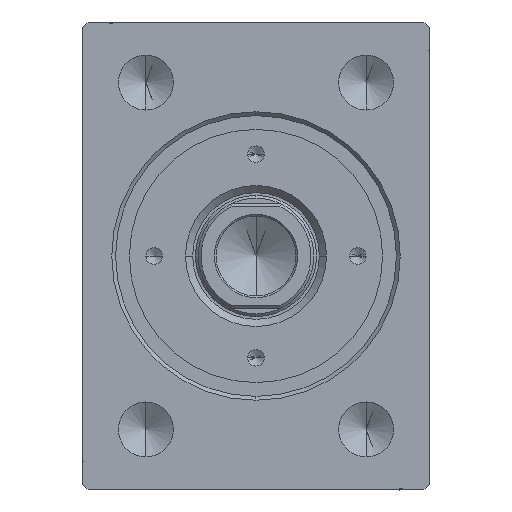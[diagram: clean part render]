
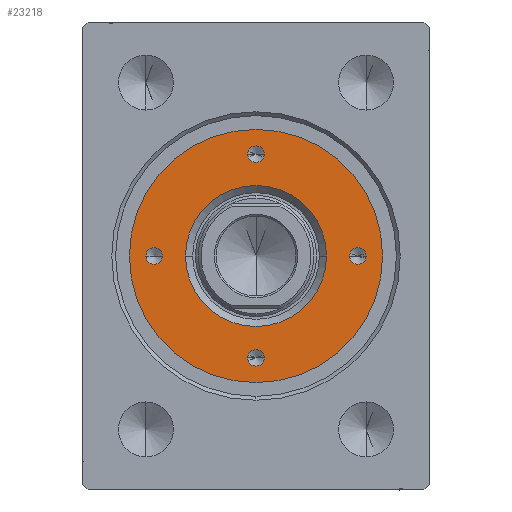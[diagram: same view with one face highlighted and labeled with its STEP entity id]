
A CAD part, left-side view. The second image highlights one B-rep face of the part: STEP entity #23218.
In plain terms, the highlighted face is planar.
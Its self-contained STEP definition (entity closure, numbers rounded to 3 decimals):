
#447 = DIRECTION ( 'NONE',  ( 0., 0., -1. ) ) ;
#844 = CARTESIAN_POINT ( 'NONE',  ( 1.5, 18.5, 10. ) ) ;
#891 = DIRECTION ( 'NONE',  ( 1., 0., 0. ) ) ;
#914 = CIRCLE ( 'NONE', #4464, 1.5 ) ;
#1052 = CARTESIAN_POINT ( 'NONE',  ( 18.5, 0., 10. ) ) ;
#1633 = AXIS2_PLACEMENT_3D ( 'NONE', #1052, #35089, #40878 ) ;
#1750 = AXIS2_PLACEMENT_3D ( 'NONE', #32149, #36954, #16252 ) ;
#1884 = EDGE_LOOP ( 'NONE', ( #29387, #41436 ) ) ;
#3242 = FACE_BOUND ( 'NONE', #34139, .T. ) ;
#4128 = DIRECTION ( 'NONE',  ( 0., 0., 1. ) ) ;
#4464 = AXIS2_PLACEMENT_3D ( 'NONE', #26204, #39776, #36216 ) ;
#4568 = ORIENTED_EDGE ( 'NONE', *, *, #41210, .T. ) ;
#5004 = CIRCLE ( 'NONE', #25619, 23. ) ;
#5442 = VERTEX_POINT ( 'NONE', #27065 ) ;
#6249 = ORIENTED_EDGE ( 'NONE', *, *, #13015, .F. ) ;
#6407 = CARTESIAN_POINT ( 'NONE',  ( -23., 0., 10. ) ) ;
#6443 = EDGE_CURVE ( 'NONE', #20879, #12237, #16327, .T. ) ;
#6717 = VERTEX_POINT ( 'NONE', #6407 ) ;
#6781 = CARTESIAN_POINT ( 'NONE',  ( -12.8, 0., 10. ) ) ;
#7124 = AXIS2_PLACEMENT_3D ( 'NONE', #14258, #32061, #7813 ) ;
#7253 = DIRECTION ( 'NONE',  ( 0., 0., 1. ) ) ;
#7680 = VERTEX_POINT ( 'NONE', #36625 ) ;
#7688 = DIRECTION ( 'NONE',  ( 1., 0., 0. ) ) ;
#7803 = EDGE_CURVE ( 'NONE', #6717, #5442, #5004, .T. ) ;
#7813 = DIRECTION ( 'NONE',  ( 1., 0., 0. ) ) ;
#9053 = ORIENTED_EDGE ( 'NONE', *, *, #7803, .T. ) ;
#9230 = CIRCLE ( 'NONE', #7124, 23. ) ;
#10576 = CIRCLE ( 'NONE', #43286, 1.5 ) ;
#10581 = FACE_BOUND ( 'NONE', #1884, .T. ) ;
#10884 = VERTEX_POINT ( 'NONE', #6781 ) ;
#11025 = DIRECTION ( 'NONE',  ( 1., 0., 0. ) ) ;
#11305 = CARTESIAN_POINT ( 'NONE',  ( -20., 0., 10. ) ) ;
#11548 = DIRECTION ( 'NONE',  ( 1., 0., 0. ) ) ;
#11872 = VERTEX_POINT ( 'NONE', #30688 ) ;
#12146 = ORIENTED_EDGE ( 'NONE', *, *, #23477, .F. ) ;
#12237 = VERTEX_POINT ( 'NONE', #38415 ) ;
#12714 = EDGE_CURVE ( 'NONE', #27868, #10884, #27920, .T. ) ;
#12893 = DIRECTION ( 'NONE',  ( 0., 0., -1. ) ) ;
#13015 = EDGE_CURVE ( 'NONE', #18121, #27229, #914, .T. ) ;
#13030 = PLANE ( 'NONE',  #34447 ) ;
#13294 = DIRECTION ( 'NONE',  ( 1., 0., 0. ) ) ;
#13772 = ORIENTED_EDGE ( 'NONE', *, *, #12714, .T. ) ;
#14258 = CARTESIAN_POINT ( 'NONE',  ( 0., 0., 10. ) ) ;
#14730 = EDGE_CURVE ( 'NONE', #7680, #11872, #34352, .T. ) ;
#15218 = CARTESIAN_POINT ( 'NONE',  ( 18.5, 0., 10. ) ) ;
#16252 = DIRECTION ( 'NONE',  ( 1., 0., 0. ) ) ;
#16327 = CIRCLE ( 'NONE', #31986, 1.5 ) ;
#16412 = VERTEX_POINT ( 'NONE', #36464 ) ;
#16420 = DIRECTION ( 'NONE',  ( 0., 0., 1. ) ) ;
#16891 = CARTESIAN_POINT ( 'NONE',  ( -18.5, 0., 10. ) ) ;
#17119 = DIRECTION ( 'NONE',  ( 1., 0., 0. ) ) ;
#18118 = CIRCLE ( 'NONE', #23791, 1.5 ) ;
#18121 = VERTEX_POINT ( 'NONE', #41902 ) ;
#19780 = EDGE_LOOP ( 'NONE', ( #30052, #38047 ) ) ;
#19814 = EDGE_CURVE ( 'NONE', #16412, #30827, #32948, .T. ) ;
#20493 = EDGE_CURVE ( 'NONE', #10884, #27868, #37200, .T. ) ;
#20807 = CARTESIAN_POINT ( 'NONE',  ( 0., 0., 10. ) ) ;
#20879 = VERTEX_POINT ( 'NONE', #844 ) ;
#20900 = DIRECTION ( 'NONE',  ( 0., 0., 1. ) ) ;
#21038 = CARTESIAN_POINT ( 'NONE',  ( -18.5, 0., 10. ) ) ;
#21570 = DIRECTION ( 'NONE',  ( 0., 0., 1. ) ) ;
#22044 = DIRECTION ( 'NONE',  ( 1., 0., 0. ) ) ;
#22248 = CARTESIAN_POINT ( 'NONE',  ( 0., 0., 10. ) ) ;
#23218 = ADVANCED_FACE ( 'NONE', ( #23497, #10581, #24157, #3242, #23269, #37734 ), #13030, .T. ) ;
#23269 = FACE_BOUND ( 'NONE', #27053, .T. ) ;
#23477 = EDGE_CURVE ( 'NONE', #27229, #18121, #38008, .T. ) ;
#23497 = FACE_BOUND ( 'NONE', #19780, .T. ) ;
#23791 = AXIS2_PLACEMENT_3D ( 'NONE', #15218, #4128, #7688 ) ;
#23944 = DIRECTION ( 'NONE',  ( 1., 0., 0. ) ) ;
#24112 = EDGE_CURVE ( 'NONE', #11872, #7680, #18118, .T. ) ;
#24157 = FACE_BOUND ( 'NONE', #35722, .T. ) ;
#25619 = AXIS2_PLACEMENT_3D ( 'NONE', #40395, #41719, #11025 ) ;
#26204 = CARTESIAN_POINT ( 'NONE',  ( 0., -18.5, 10. ) ) ;
#26209 = EDGE_LOOP ( 'NONE', ( #9053, #4568 ) ) ;
#26617 = DIRECTION ( 'NONE',  ( 1., 0., 0. ) ) ;
#27053 = EDGE_LOOP ( 'NONE', ( #13772, #27199 ) ) ;
#27065 = CARTESIAN_POINT ( 'NONE',  ( 23., 0., 10. ) ) ;
#27199 = ORIENTED_EDGE ( 'NONE', *, *, #20493, .T. ) ;
#27229 = VERTEX_POINT ( 'NONE', #28618 ) ;
#27868 = VERTEX_POINT ( 'NONE', #28886 ) ;
#27920 = CIRCLE ( 'NONE', #28609, 12.8 ) ;
#27984 = AXIS2_PLACEMENT_3D ( 'NONE', #37831, #447, #891 ) ;
#28609 = AXIS2_PLACEMENT_3D ( 'NONE', #22248, #12893, #22044 ) ;
#28618 = CARTESIAN_POINT ( 'NONE',  ( -1.5, -18.5, 10. ) ) ;
#28886 = CARTESIAN_POINT ( 'NONE',  ( 12.8, 0., 10. ) ) ;
#29387 = ORIENTED_EDGE ( 'NONE', *, *, #6443, .F. ) ;
#30052 = ORIENTED_EDGE ( 'NONE', *, *, #19814, .F. ) ;
#30688 = CARTESIAN_POINT ( 'NONE',  ( 20., 0., 10. ) ) ;
#30827 = VERTEX_POINT ( 'NONE', #11305 ) ;
#31986 = AXIS2_PLACEMENT_3D ( 'NONE', #32033, #21570, #11548 ) ;
#32033 = CARTESIAN_POINT ( 'NONE',  ( 0., 18.5, 10. ) ) ;
#32061 = DIRECTION ( 'NONE',  ( 0., 0., 1. ) ) ;
#32149 = CARTESIAN_POINT ( 'NONE',  ( 0., -18.5, 10. ) ) ;
#32948 = CIRCLE ( 'NONE', #41460, 1.5 ) ;
#33114 = ORIENTED_EDGE ( 'NONE', *, *, #24112, .F. ) ;
#34139 = EDGE_LOOP ( 'NONE', ( #6249, #12146 ) ) ;
#34352 = CIRCLE ( 'NONE', #1633, 1.5 ) ;
#34447 = AXIS2_PLACEMENT_3D ( 'NONE', #20807, #7253, #26617 ) ;
#34518 = ORIENTED_EDGE ( 'NONE', *, *, #14730, .F. ) ;
#35089 = DIRECTION ( 'NONE',  ( 0., 0., 1. ) ) ;
#35722 = EDGE_LOOP ( 'NONE', ( #33114, #34518 ) ) ;
#36216 = DIRECTION ( 'NONE',  ( 1., 0., 0. ) ) ;
#36464 = CARTESIAN_POINT ( 'NONE',  ( -17., 0., 10. ) ) ;
#36625 = CARTESIAN_POINT ( 'NONE',  ( 17., 0., 10. ) ) ;
#36954 = DIRECTION ( 'NONE',  ( 0., 0., 1. ) ) ;
#37200 = CIRCLE ( 'NONE', #27984, 12.8 ) ;
#37734 = FACE_OUTER_BOUND ( 'NONE', #26209, .T. ) ;
#37831 = CARTESIAN_POINT ( 'NONE',  ( 0., 0., 10. ) ) ;
#38008 = CIRCLE ( 'NONE', #1750, 1.5 ) ;
#38047 = ORIENTED_EDGE ( 'NONE', *, *, #38590, .F. ) ;
#38415 = CARTESIAN_POINT ( 'NONE',  ( -1.5, 18.5, 10. ) ) ;
#38442 = AXIS2_PLACEMENT_3D ( 'NONE', #43797, #16420, #13294 ) ;
#38590 = EDGE_CURVE ( 'NONE', #30827, #16412, #10576, .T. ) ;
#39776 = DIRECTION ( 'NONE',  ( 0., 0., 1. ) ) ;
#40395 = CARTESIAN_POINT ( 'NONE',  ( 0., 0., 10. ) ) ;
#40853 = DIRECTION ( 'NONE',  ( 0., 0., 1. ) ) ;
#40878 = DIRECTION ( 'NONE',  ( 1., 0., 0. ) ) ;
#41210 = EDGE_CURVE ( 'NONE', #5442, #6717, #9230, .T. ) ;
#41436 = ORIENTED_EDGE ( 'NONE', *, *, #43478, .F. ) ;
#41460 = AXIS2_PLACEMENT_3D ( 'NONE', #16891, #20900, #17119 ) ;
#41719 = DIRECTION ( 'NONE',  ( 0., 0., 1. ) ) ;
#41892 = CIRCLE ( 'NONE', #38442, 1.5 ) ;
#41902 = CARTESIAN_POINT ( 'NONE',  ( 1.5, -18.5, 10. ) ) ;
#43286 = AXIS2_PLACEMENT_3D ( 'NONE', #21038, #40853, #23944 ) ;
#43478 = EDGE_CURVE ( 'NONE', #12237, #20879, #41892, .T. ) ;
#43797 = CARTESIAN_POINT ( 'NONE',  ( 0., 18.5, 10. ) ) ;
